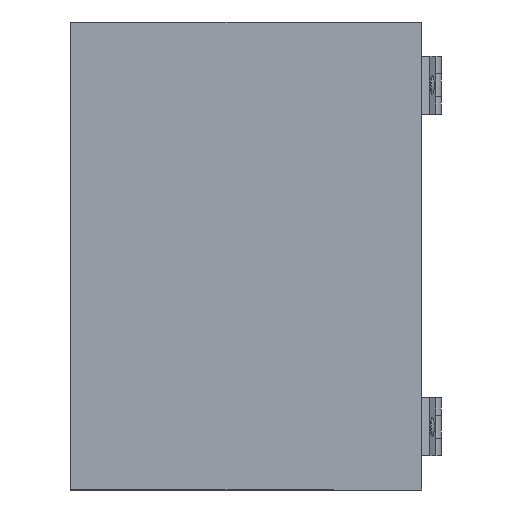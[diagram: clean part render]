
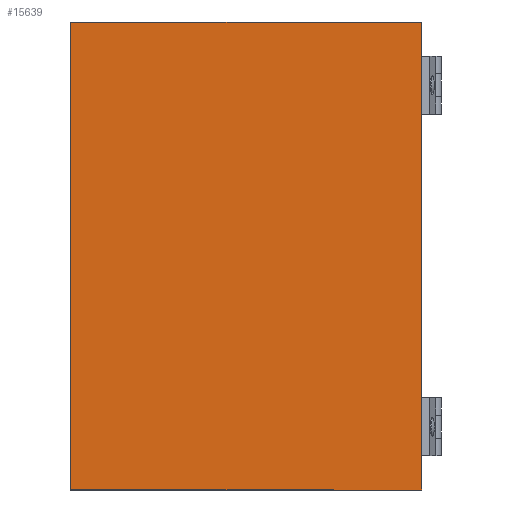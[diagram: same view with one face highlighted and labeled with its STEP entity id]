
A CAD part, front view. The second image highlights one B-rep face of the part: STEP entity #15639.
In plain terms, the highlighted planar face has unit normal (0, -1, 0).
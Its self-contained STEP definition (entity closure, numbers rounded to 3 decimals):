
#248 = VECTOR ( 'NONE', #17992, 1000. ) ;
#356 = LINE ( 'NONE', #15001, #15883 ) ;
#1534 = CARTESIAN_POINT ( 'NONE',  ( 150., 0., 200. ) ) ;
#5112 = VERTEX_POINT ( 'NONE', #11390 ) ;
#6052 = FACE_OUTER_BOUND ( 'NONE', #19255, .T. ) ;
#6102 = CARTESIAN_POINT ( 'NONE',  ( 150., 0., 200. ) ) ;
#6447 = DIRECTION ( 'NONE',  ( 0., 0., 1. ) ) ;
#7103 = VECTOR ( 'NONE', #6447, 1000. ) ;
#7878 = DIRECTION ( 'NONE',  ( -1., 0., 0. ) ) ;
#8059 = CARTESIAN_POINT ( 'NONE',  ( 0., 0., 0. ) ) ;
#8202 = DIRECTION ( 'NONE',  ( 0., -1., 0. ) ) ;
#8226 = CARTESIAN_POINT ( 'NONE',  ( 0., 0., 0. ) ) ;
#9953 = ORIENTED_EDGE ( 'NONE', *, *, #21006, .F. ) ;
#10567 = LINE ( 'NONE', #1534, #11587 ) ;
#11387 = CARTESIAN_POINT ( 'NONE',  ( 0., 0., 0. ) ) ;
#11390 = CARTESIAN_POINT ( 'NONE',  ( 0., 0., 200. ) ) ;
#11587 = VECTOR ( 'NONE', #15815, 1000. ) ;
#12493 = ORIENTED_EDGE ( 'NONE', *, *, #14335, .F. ) ;
#14065 = VERTEX_POINT ( 'NONE', #18815 ) ;
#14335 = EDGE_CURVE ( 'NONE', #17058, #5112, #17383, .T. ) ;
#14463 = EDGE_CURVE ( 'NONE', #5112, #18094, #15853, .T. ) ;
#15001 = CARTESIAN_POINT ( 'NONE',  ( 150., 0., 0. ) ) ;
#15077 = PLANE ( 'NONE',  #22718 ) ;
#15639 = ADVANCED_FACE ( 'NONE', ( #6052 ), #15077, .T. ) ;
#15815 = DIRECTION ( 'NONE',  ( 0., 0., -1. ) ) ;
#15853 = LINE ( 'NONE', #23128, #248 ) ;
#15883 = VECTOR ( 'NONE', #7878, 1000. ) ;
#17058 = VERTEX_POINT ( 'NONE', #8059 ) ;
#17383 = LINE ( 'NONE', #8226, #7103 ) ;
#17992 = DIRECTION ( 'NONE',  ( 1., 0., 0. ) ) ;
#18094 = VERTEX_POINT ( 'NONE', #6102 ) ;
#18508 = ORIENTED_EDGE ( 'NONE', *, *, #14463, .F. ) ;
#18815 = CARTESIAN_POINT ( 'NONE',  ( 150., 0., 0. ) ) ;
#19255 = EDGE_LOOP ( 'NONE', ( #9953, #22707, #18508, #12493 ) ) ;
#21006 = EDGE_CURVE ( 'NONE', #14065, #17058, #356, .T. ) ;
#22707 = ORIENTED_EDGE ( 'NONE', *, *, #23495, .F. ) ;
#22717 = DIRECTION ( 'NONE',  ( 0., 0., -1. ) ) ;
#22718 = AXIS2_PLACEMENT_3D ( 'NONE', #11387, #8202, #22717 ) ;
#23128 = CARTESIAN_POINT ( 'NONE',  ( 0., 0., 200. ) ) ;
#23495 = EDGE_CURVE ( 'NONE', #18094, #14065, #10567, .T. ) ;
